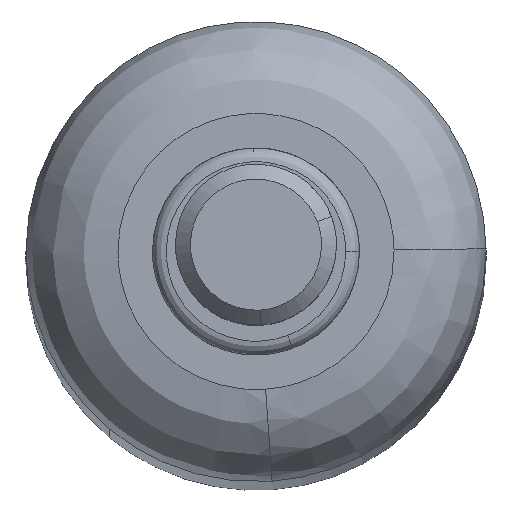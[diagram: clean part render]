
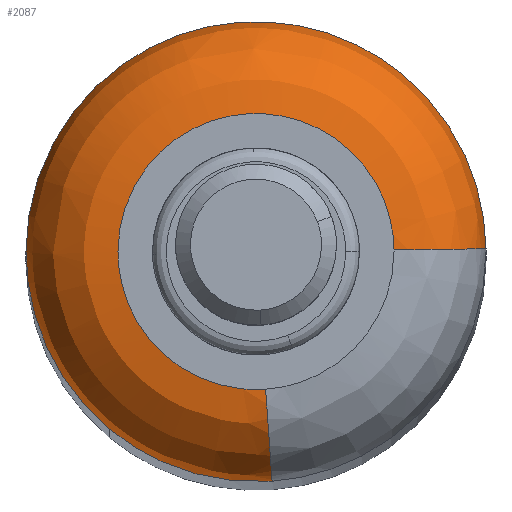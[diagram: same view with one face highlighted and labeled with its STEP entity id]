
A CAD part, top view. The second image highlights one B-rep face of the part: STEP entity #2087.
In plain terms, the highlighted free-form (B-spline) face has degree [2, 2] with [9, 3] control points.
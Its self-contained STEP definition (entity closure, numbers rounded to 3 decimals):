
#1197=CARTESIAN_POINT('',(-3.18,-3.858,-2.));
#1198=VERTEX_POINT('',#1197);
#1199=CARTESIAN_POINT('',(-5.,0.0,-2.0));
#1200=VERTEX_POINT('',#1199);
#1201=CARTESIAN_POINT('',(-3.18,-3.858,-2.));
#1202=CARTESIAN_POINT('',(-5.,-2.358,-2.0));
#1203=CARTESIAN_POINT('',(-5.,0.0,-2.0));
#1211=(BOUNDED_CURVE()B_SPLINE_CURVE(2,(#1201,#1202,#1203),.UNSPECIFIED.,.F.,.U.)B_SPLINE_CURVE_WITH_KNOTS((3,3),(0.861,1.0),.UNSPECIFIED.)CURVE()GEOMETRIC_REPRESENTATION_ITEM()RATIONAL_B_SPLINE_CURVE((0.856,0.837,1.0))REPRESENTATION_ITEM(''));
#1212=EDGE_CURVE('',#1198,#1200,#1211,.T.);
#1214=CARTESIAN_POINT('',(3.18,3.858,-2.));
#1215=VERTEX_POINT('',#1214);
#1216=CARTESIAN_POINT('',(-5.,0.0,-2.0));
#1217=CARTESIAN_POINT('',(-5.,5.,-2.));
#1218=CARTESIAN_POINT('',(0.,5.,-2.0));
#1219=CARTESIAN_POINT('',(1.795,5.,-2.));
#1220=CARTESIAN_POINT('',(3.18,3.858,-2.));
#1228=(BOUNDED_CURVE()B_SPLINE_CURVE(2,(#1216,#1217,#1218,#1219,#1220),.UNSPECIFIED.,.F.,.U.)B_SPLINE_CURVE_WITH_KNOTS((3,2,3),(0.0,0.25,0.361),.UNSPECIFIED.)CURVE()GEOMETRIC_REPRESENTATION_ITEM()RATIONAL_B_SPLINE_CURVE((1.0,0.707,1.0,0.871,0.856))REPRESENTATION_ITEM(''));
#1229=EDGE_CURVE('',#1200,#1215,#1228,.T.);
#1326=CARTESIAN_POINT('',(0.349,-4.988,-2.));
#1327=VERTEX_POINT('',#1326);
#1328=CARTESIAN_POINT('',(0.349,-4.988,-2.));
#1329=CARTESIAN_POINT('',(0.175,-5.,-2.));
#1330=CARTESIAN_POINT('',(0.,-5.,-2.0));
#1331=CARTESIAN_POINT('',(-1.795,-5.,-2.0));
#1332=CARTESIAN_POINT('',(-3.18,-3.858,-2.));
#1340=(BOUNDED_CURVE()B_SPLINE_CURVE(2,(#1328,#1329,#1330,#1331,#1332),.UNSPECIFIED.,.F.,.U.)B_SPLINE_CURVE_WITH_KNOTS((3,2,3),(0.738,0.75,0.861),.UNSPECIFIED.)CURVE()GEOMETRIC_REPRESENTATION_ITEM()RATIONAL_B_SPLINE_CURVE((0.973,0.986,1.0,0.871,0.856))REPRESENTATION_ITEM(''));
#1341=EDGE_CURVE('',#1327,#1198,#1340,.T.);
#1375=CARTESIAN_POINT('',(5.,0.063,-2.));
#1376=VERTEX_POINT('',#1375);
#1377=CARTESIAN_POINT('',(3.18,3.858,-2.));
#1378=CARTESIAN_POINT('',(4.97,2.383,-2.));
#1379=CARTESIAN_POINT('',(5.,0.063,-2.));
#1387=(BOUNDED_CURVE()B_SPLINE_CURVE(2,(#1377,#1378,#1379),.UNSPECIFIED.,.F.,.U.)B_SPLINE_CURVE_WITH_KNOTS((3,3),(0.361,0.498),.UNSPECIFIED.)CURVE()GEOMETRIC_REPRESENTATION_ITEM()RATIONAL_B_SPLINE_CURVE((0.856,0.837,0.995))REPRESENTATION_ITEM(''));
#1388=EDGE_CURVE('',#1215,#1376,#1387,.T.);
#1984=CARTESIAN_POINT('',(0.2,-2.854,-0.005));
#1985=CARTESIAN_POINT('',(0.118,-2.86,-0.005));
#1986=CARTESIAN_POINT('',(0.036,-2.861,-0.005));
#1987=CARTESIAN_POINT('',(-2.825,-2.897,-0.005));
#1988=CARTESIAN_POINT('',(-2.861,-0.036,-0.005));
#1989=CARTESIAN_POINT('',(-2.897,2.825,-0.005));
#1990=CARTESIAN_POINT('',(-0.036,2.861,-0.005));
#1991=CARTESIAN_POINT('',(2.825,2.897,-0.005));
#1992=CARTESIAN_POINT('',(2.861,0.036,-0.005));
#1993=CARTESIAN_POINT('',(0.359,-5.143,0.155));
#1994=CARTESIAN_POINT('',(0.212,-5.153,0.155));
#1995=CARTESIAN_POINT('',(0.065,-5.155,0.155));
#1996=CARTESIAN_POINT('',(-5.09,-5.219,0.155));
#1997=CARTESIAN_POINT('',(-5.155,-0.065,0.155));
#1998=CARTESIAN_POINT('',(-5.219,5.09,0.155));
#1999=CARTESIAN_POINT('',(-0.065,5.155,0.155));
#2000=CARTESIAN_POINT('',(5.09,5.219,0.155));
#2001=CARTESIAN_POINT('',(5.155,0.065,0.155));
#2002=CARTESIAN_POINT('',(0.348,-4.983,-2.139));
#2003=CARTESIAN_POINT('',(0.206,-4.993,-2.139));
#2004=CARTESIAN_POINT('',(0.063,-4.995,-2.139));
#2005=CARTESIAN_POINT('',(-4.932,-5.058,-2.139));
#2006=CARTESIAN_POINT('',(-4.995,-0.063,-2.139));
#2007=CARTESIAN_POINT('',(-5.058,4.932,-2.139));
#2008=CARTESIAN_POINT('',(-0.063,4.995,-2.139));
#2009=CARTESIAN_POINT('',(4.932,5.058,-2.139));
#2010=CARTESIAN_POINT('',(4.995,0.063,-2.139));
#2018=(BOUNDED_SURFACE()B_SPLINE_SURFACE(2,2,((#1984,#1993,#2002),(#1985,#1994,#2003),(#1986,#1995,#2004),(#1987,#1996,#2005),(#1988,#1997,#2006),(#1989,#1998,#2007),(#1990,#1999,#2008),(#1991,#2000,#2009),(#1992,#2001,#2010)),.UNSPECIFIED.,.F.,.F.,.U.)B_SPLINE_SURFACE_WITH_KNOTS((3,2,2,2,3),(3,3),(0.0,0.331,8.607,16.884,25.16),(0.0,3.645),.UNSPECIFIED.)GEOMETRIC_REPRESENTATION_ITEM()RATIONAL_B_SPLINE_SURFACE(((0.896,0.588,0.896),(0.906,0.594,0.906),(0.916,0.601,0.916),(0.648,0.425,0.648),(0.916,0.601,0.916),(0.648,0.425,0.648),(0.916,0.601,0.916),(0.648,0.425,0.648),(0.916,0.601,0.916)))REPRESENTATION_ITEM('')SURFACE());
#2019=CARTESIAN_POINT('',(0.209,-2.993,0.));
#2020=VERTEX_POINT('',#2019);
#2021=CARTESIAN_POINT('',(-3.,0.0,0.0));
#2022=VERTEX_POINT('',#2021);
#2023=CARTESIAN_POINT('',(0.209,-2.993,0.));
#2024=CARTESIAN_POINT('',(0.105,-3.,0.0));
#2025=CARTESIAN_POINT('',(0.,-3.,0.0));
#2026=CARTESIAN_POINT('',(-3.,-3.,0.0));
#2027=CARTESIAN_POINT('',(-3.,0.0,0.0));
#2035=(BOUNDED_CURVE()B_SPLINE_CURVE(2,(#2023,#2024,#2025,#2026,#2027),.UNSPECIFIED.,.F.,.U.)B_SPLINE_CURVE_WITH_KNOTS((3,2,3),(0.738,0.75,1.0),.UNSPECIFIED.)CURVE()GEOMETRIC_REPRESENTATION_ITEM()RATIONAL_B_SPLINE_CURVE((0.973,0.986,1.0,0.707,1.0))REPRESENTATION_ITEM(''));
#2036=EDGE_CURVE('',#2020,#2022,#2035,.T.);
#2037=ORIENTED_EDGE('',*,*,#2036,.T.);
#2038=CARTESIAN_POINT('',(3.,0.038,0.));
#2039=VERTEX_POINT('',#2038);
#2040=CARTESIAN_POINT('',(-3.,0.0,0.0));
#2041=CARTESIAN_POINT('',(-3.,3.,0.0));
#2042=CARTESIAN_POINT('',(0.,3.,0.0));
#2043=CARTESIAN_POINT('',(2.963,3.,0.0));
#2044=CARTESIAN_POINT('',(3.,0.038,0.));
#2052=(BOUNDED_CURVE()B_SPLINE_CURVE(2,(#2040,#2041,#2042,#2043,#2044),.UNSPECIFIED.,.F.,.U.)B_SPLINE_CURVE_WITH_KNOTS((3,2,3),(0.0,0.25,0.498),.UNSPECIFIED.)CURVE()GEOMETRIC_REPRESENTATION_ITEM()RATIONAL_B_SPLINE_CURVE((1.0,0.707,1.0,0.71,0.995))REPRESENTATION_ITEM(''));
#2053=EDGE_CURVE('',#2022,#2039,#2052,.T.);
#2054=ORIENTED_EDGE('',*,*,#2053,.T.);
#2055=CARTESIAN_POINT('',(3.,0.038,0.));
#2056=CARTESIAN_POINT('',(5.,0.063,0.));
#2057=CARTESIAN_POINT('',(5.,0.063,-2.));
#2065=(BOUNDED_CURVE()B_SPLINE_CURVE(2,(#2055,#2056,#2057),.UNSPECIFIED.,.F.,.U.)B_SPLINE_CURVE_WITH_KNOTS((3,3),(-1.735,-0.265),.UNSPECIFIED.)CURVE()GEOMETRIC_REPRESENTATION_ITEM()RATIONAL_B_SPLINE_CURVE((0.889,0.629,0.889))REPRESENTATION_ITEM(''));
#2066=EDGE_CURVE('',#2039,#1376,#2065,.T.);
#2067=ORIENTED_EDGE('',*,*,#2066,.T.);
#2068=ORIENTED_EDGE('',*,*,#1388,.F.);
#2069=ORIENTED_EDGE('',*,*,#1229,.F.);
#2070=ORIENTED_EDGE('',*,*,#1212,.F.);
#2071=ORIENTED_EDGE('',*,*,#1341,.F.);
#2072=CARTESIAN_POINT('',(0.209,-2.993,0.));
#2073=CARTESIAN_POINT('',(0.349,-4.988,0.));
#2074=CARTESIAN_POINT('',(0.349,-4.988,-2.));
#2082=(BOUNDED_CURVE()B_SPLINE_CURVE(2,(#2072,#2073,#2074),.UNSPECIFIED.,.F.,.U.)B_SPLINE_CURVE_WITH_KNOTS((3,3),(-1.735,-0.265),.UNSPECIFIED.)CURVE()GEOMETRIC_REPRESENTATION_ITEM()RATIONAL_B_SPLINE_CURVE((0.869,0.614,0.869))REPRESENTATION_ITEM(''));
#2083=EDGE_CURVE('',#2020,#1327,#2082,.T.);
#2084=ORIENTED_EDGE('',*,*,#2083,.F.);
#2085=EDGE_LOOP('',(#2037,#2054,#2067,#2068,#2069,#2070,#2071,#2084));
#2086=FACE_OUTER_BOUND('',#2085,.T.);
#2087=ADVANCED_FACE('',(#2086),#2018,.T.);
